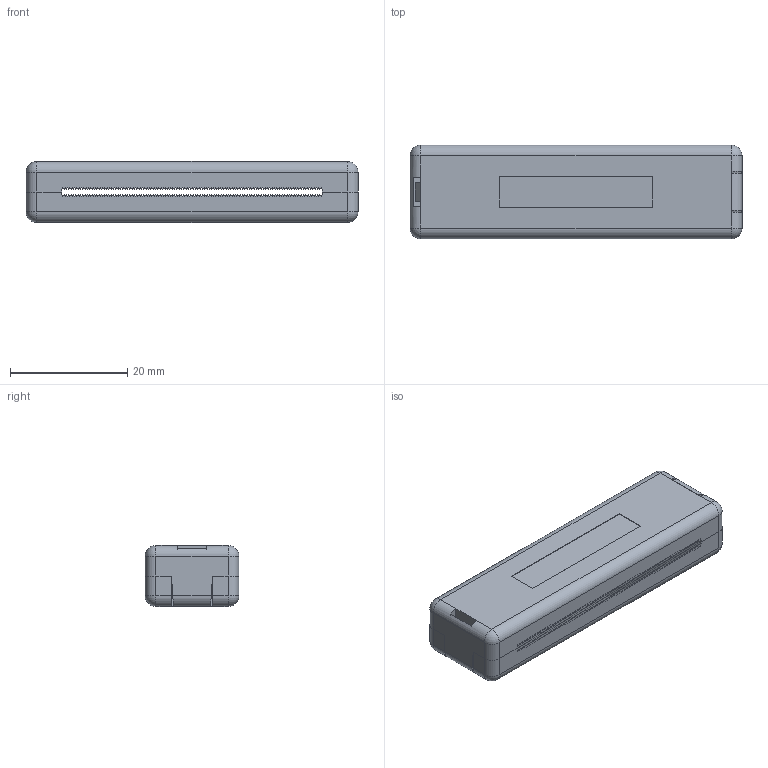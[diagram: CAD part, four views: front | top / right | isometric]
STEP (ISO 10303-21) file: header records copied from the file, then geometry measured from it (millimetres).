
FILE_DESCRIPTION( ( 'Unknown' ), '1' );
FILE_NAME( '74277003.stp', 'Unknown', ( 'Unknown' ), ( 'Unknown' ), 'XStep 1.0', 'Unknown', ' ' );
FILE_SCHEMA( ( 'automotive_design' ) );
Length unit declared in the file: millimetre
Products named in the file (2): Assem1; 1,5_74277003
Bounding box: 56.6 x 16 x 10.4 mm (x, y, z)
Volume: 4897 mm3; surface area: 9958.6 mm2
Topology: 3 solids, 3 shells, 1563 faces, 4617 edges, 3048 vertices
Faces by surface type: plane 1497, cylinder 54, sphere 12
Entity records: 21204 total; most frequent: CARTESIAN_POINT 3075, ORIENTED_EDGE 3070, DIRECTION 2621, EDGE_CURVE 1535, LINE 1497, VECTOR 1497, VERTEX_POINT 1016, AXIS2_PLACEMENT_3D 562
